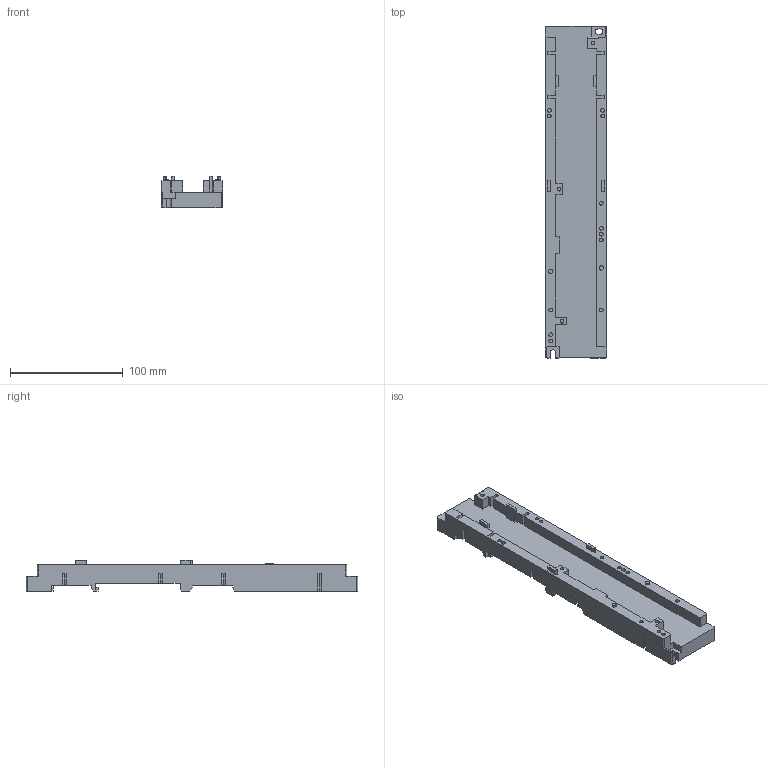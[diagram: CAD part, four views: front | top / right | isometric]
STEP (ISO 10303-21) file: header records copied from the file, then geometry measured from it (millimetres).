
FILE_DESCRIPTION(('STEP AP214'),'1');
FILE_NAME('cctmp_4A793740-900C-401A-9005-4A349331FF18_2023_07_18_12_05_26_0966..stp','2023-07-18T10:05:27',('SIEMENS A&D'),('CADClick - www.CADClick.com'),'Spatial InterOp 3D postprocessed',' ','unknown authorization');
FILE_SCHEMA(('AUTOMOTIVE_DESIGN'));
Length unit declared in the file: millimetre
Products named in the file (1): 2023_07_18_12_05_26_0950
Bounding box: 55 x 295 x 27.8 mm (x, y, z)
Volume: 216761.6 mm3; surface area: 58077 mm2
Topology: 1 solids, 1 shells, 238 faces, 649 edges, 432 vertices
Faces by surface type: plane 167, cylinder 71
Entity records: 12566 total; most frequent: STYLED_ITEM 1320, PRESENTATION_STYLE_ASSIGNMENT 1320, CARTESIAN_POINT 1320, ORIENTED_EDGE 1298, DIRECTION 1270, EDGE_CURVE 649, CURVE_STYLE 649, DRAUGHTING_PRE_DEFINED_CURVE_FONT 649
